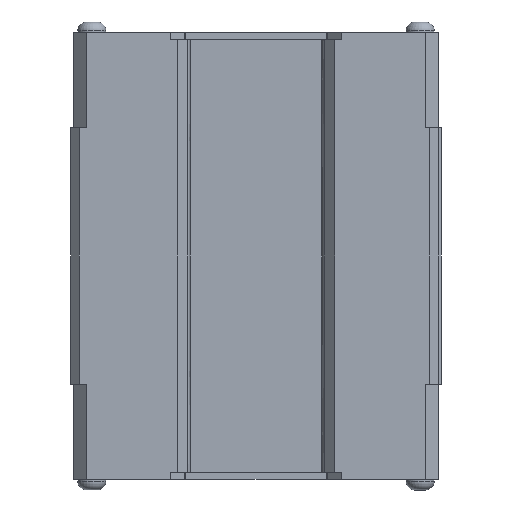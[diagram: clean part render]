
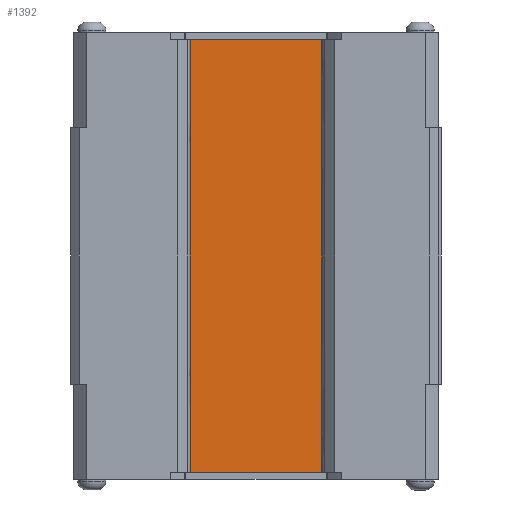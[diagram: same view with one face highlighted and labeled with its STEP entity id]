
A CAD part, front view. The second image highlights one B-rep face of the part: STEP entity #1392.
In plain terms, the highlighted planar face has unit normal (0, -1, 0).
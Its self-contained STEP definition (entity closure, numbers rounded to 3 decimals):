
#1391 = EDGE_CURVE ( 'NONE', #1775, #1785, #4477, .T. ) ;
#1392 = ADVANCED_FACE ( 'NONE', ( #4473 ), #4472, .T. ) ;
#1393 = EDGE_LOOP ( 'NONE', ( #1394, #1395, #1782, #1783 ) ) ;
#1394 = ORIENTED_EDGE ( 'NONE', *, *, #1777, .T. ) ;
#1395 = ORIENTED_EDGE ( 'NONE', *, *, #1391, .T. ) ;
#1409 = VERTEX_POINT ( 'NONE', #4413 ) ;
#1411 = EDGE_CURVE ( 'NONE', #1471, #1409, #4412, .T. ) ;
#1471 = VERTEX_POINT ( 'NONE', #4354 ) ;
#1473 = EDGE_CURVE ( 'NONE', #1785, #1471, #4353, .T. ) ;
#1775 = VERTEX_POINT ( 'NONE', #4707 ) ;
#1777 = EDGE_CURVE ( 'NONE', #1409, #1775, #4706, .T. ) ;
#1782 = ORIENTED_EDGE ( 'NONE', *, *, #1473, .T. ) ;
#1783 = ORIENTED_EDGE ( 'NONE', *, *, #1411, .T. ) ;
#1785 = VERTEX_POINT ( 'NONE', #4606 ) ;
#4350 = DIRECTION ( 'NONE',  ( 1., 0., 0. ) ) ;
#4351 = VECTOR ( 'NONE', #4350, 1000. ) ;
#4352 = CARTESIAN_POINT ( 'NONE',  ( 8.305, -0.07, -10. ) ) ;
#4353 = LINE ( 'NONE', #4352, #4351 ) ;
#4354 = CARTESIAN_POINT ( 'NONE',  ( 8.305, -0.07, -10. ) ) ;
#4409 = DIRECTION ( 'NONE',  ( 0., 0., 1. ) ) ;
#4410 = VECTOR ( 'NONE', #4409, 1000. ) ;
#4411 = CARTESIAN_POINT ( 'NONE',  ( 8.305, -0.07, -10. ) ) ;
#4412 = LINE ( 'NONE', #4411, #4410 ) ;
#4413 = CARTESIAN_POINT ( 'NONE',  ( 8.305, -0.07, 39. ) ) ;
#4468 = DIRECTION ( 'NONE',  ( 0., 0., -1. ) ) ;
#4469 = DIRECTION ( 'NONE',  ( 0., -1., 0. ) ) ;
#4470 = CARTESIAN_POINT ( 'NONE',  ( 8.305, -0.07, -10. ) ) ;
#4471 = AXIS2_PLACEMENT_3D ( 'NONE', #4470, #4469, #4468 ) ;
#4472 = PLANE ( 'NONE',  #4471 ) ;
#4473 = FACE_OUTER_BOUND ( 'NONE', #1393, .T. ) ;
#4474 = DIRECTION ( 'NONE',  ( 0., 0., -1. ) ) ;
#4475 = VECTOR ( 'NONE', #4474, 1000. ) ;
#4476 = CARTESIAN_POINT ( 'NONE',  ( -8.305, -0.07, -10. ) ) ;
#4477 = LINE ( 'NONE', #4476, #4475 ) ;
#4606 = CARTESIAN_POINT ( 'NONE',  ( -8.305, -0.07, -10. ) ) ;
#4703 = DIRECTION ( 'NONE',  ( -1., 0., 0. ) ) ;
#4704 = VECTOR ( 'NONE', #4703, 1000. ) ;
#4705 = CARTESIAN_POINT ( 'NONE',  ( 8.305, -0.07, 39. ) ) ;
#4706 = LINE ( 'NONE', #4705, #4704 ) ;
#4707 = CARTESIAN_POINT ( 'NONE',  ( -8.305, -0.07, 39. ) ) ;
